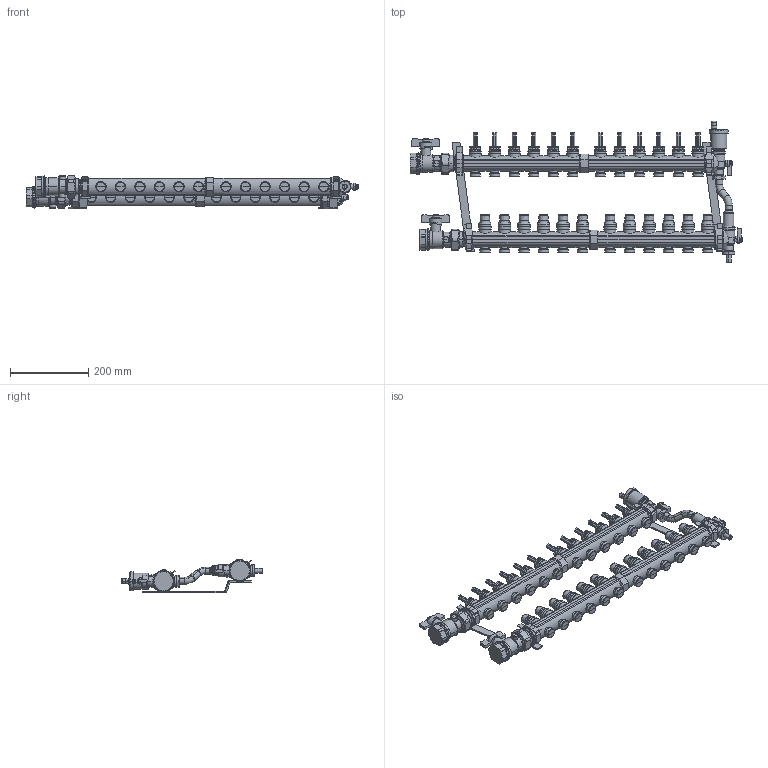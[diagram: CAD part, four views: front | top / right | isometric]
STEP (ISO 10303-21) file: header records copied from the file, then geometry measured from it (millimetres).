
FILE_DESCRIPTION(('CATIA V5 STEP Exchange'),'2;1');
FILE_NAME('STEP_6687N5S1_-_TST.stp','2019-09-18T07:09:38+00:00',('none'),('none'),'CATIA Version 5-6 Release 2016 SP4','CATIA V5 STEP AP203','none');
FILE_SCHEMA(('CONFIG_CONTROL_DESIGN'));
Products named in the file (1): 6687N5S1 - TST
Bounding box: 850.47 x 362.4 x 87.03 mm (x, y, z)
Volume: 3489610.7 mm3; surface area: 472532.6 mm2
Topology: 1 solids, 3 shells, 2380 faces, 7691 edges, 5394 vertices
Faces by surface type: cylinder 1224, plane 705, cone 272, torus 155, bspline 24
Entity records: 97048 total; most frequent: CARTESIAN_POINT 34993, ORIENTED_EDGE 15372, DIRECTION 9353, EDGE_CURVE 7686, VERTEX_POINT 5394, AXIS2_PLACEMENT_3D 4230, B_SPLINE_CURVE_WITH_KNOTS 2931, VECTOR 2789
